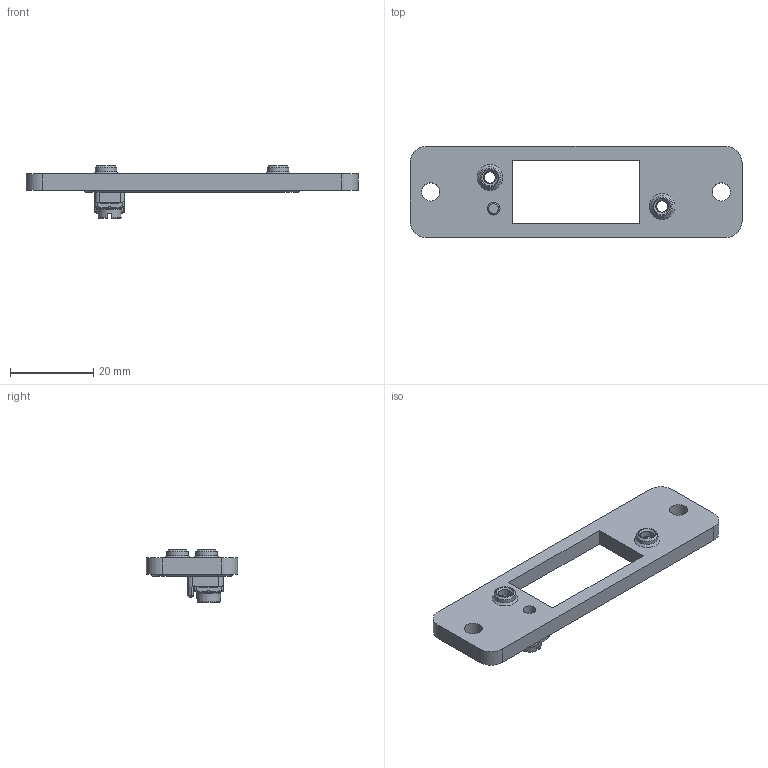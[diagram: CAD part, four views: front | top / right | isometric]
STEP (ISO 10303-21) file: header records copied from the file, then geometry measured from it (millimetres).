
FILE_DESCRIPTION(/* description */ (''),/* implementation_level */ '2;1');
FILE_NAME(/* name */ 'MP.stp',/* time_stamp */ '2017-06-23T15:07:06+08:00',/* author */ (''),/* organization */ (''),/* preprocessor_version */ 'ST-DEVELOPER v11',/* originating_system */ 'SIEMENS PLM Software NX 7.0',/* authorisation */ '');
FILE_SCHEMA (('CONFIG_CONTROL_DESIGN'));
Length unit declared in the file: millimetre
Products named in the file (4): PE slice; Seal; M3.5(PE)_MODEL; Panel
Assembly tree (3 placements, depth 3):
  Panel
    Seal
    M3.5(PE)_MODEL
      PE slice
Bounding box: 80 x 22 x 12.58 mm (x, y, z)
Volume: 5460.4 mm3; surface area: 5492.3 mm2
Topology: 4 solids, 4 shells, 285 faces, 810 edges, 518 vertices
Faces by surface type: plane 115, cylinder 90, cone 42, bspline 26, torus 12
Full cylindrical faces by diameter (mm): 1.5 x4, 2.545 x1, 2.59 x3, 3.2 x2, 3.43 x2, 4.4 x2, 5.2 x2
Entity records: 15544 total; most frequent: CARTESIAN_POINT 8226, ORIENTED_EDGE 1514, DIRECTION 1304, EDGE_CURVE 757, VERTEX_POINT 503, AXIS2_PLACEMENT_3D 490, EDGE_LOOP 346, LINE 324
